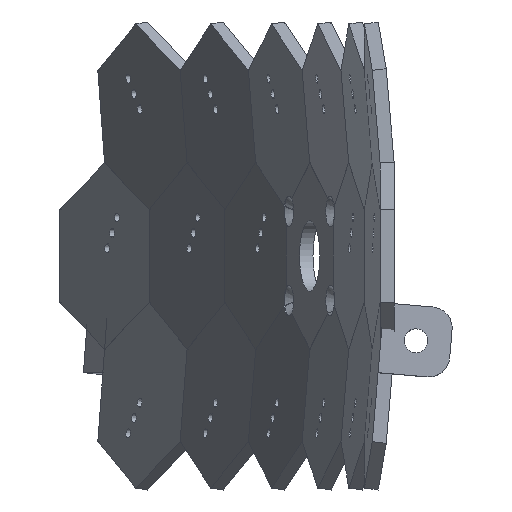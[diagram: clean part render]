
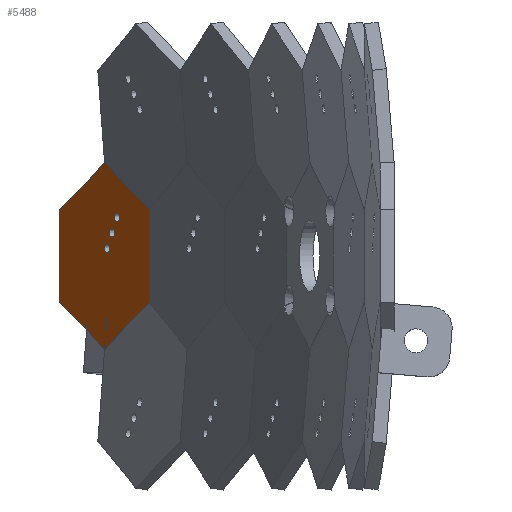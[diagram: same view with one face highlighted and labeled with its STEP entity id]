
A CAD part, left-side view. The second image highlights one B-rep face of the part: STEP entity #5488.
In plain terms, the highlighted planar face has unit normal (-0.554, 0.833, 0).
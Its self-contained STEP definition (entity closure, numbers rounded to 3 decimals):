
#58=FACE_BOUND('',#807,.T.);
#59=FACE_BOUND('',#808,.T.);
#60=FACE_BOUND('',#809,.T.);
#221=PLANE('',#5884);
#483=FACE_OUTER_BOUND('',#806,.T.);
#806=EDGE_LOOP('',(#4018,#4019,#4020,#4021,#4022,#4023));
#807=EDGE_LOOP('',(#4024));
#808=EDGE_LOOP('',(#4025));
#809=EDGE_LOOP('',(#4026));
#1208=CIRCLE('',#5834,0.635);
#1210=CIRCLE('',#5837,0.635);
#1212=CIRCLE('',#5840,0.635);
#1427=LINE('',#8139,#2016);
#1431=LINE('',#8146,#2020);
#1434=LINE('',#8154,#2023);
#1438=LINE('',#8161,#2027);
#1440=LINE('',#8164,#2029);
#1442=LINE('',#8168,#2031);
#2016=VECTOR('',#6531,10.);
#2020=VECTOR('',#6537,10.);
#2023=VECTOR('',#6542,10.);
#2027=VECTOR('',#6548,10.);
#2029=VECTOR('',#6552,10.);
#2031=VECTOR('',#6558,10.);
#2597=VERTEX_POINT('',#8043);
#2599=VERTEX_POINT('',#8049);
#2601=VERTEX_POINT('',#8055);
#2629=VERTEX_POINT('',#8136);
#2630=VERTEX_POINT('',#8138);
#2632=VERTEX_POINT('',#8144);
#2635=VERTEX_POINT('',#8151);
#2636=VERTEX_POINT('',#8153);
#2638=VERTEX_POINT('',#8159);
#3094=EDGE_CURVE('',#2597,#2597,#1208,.T.);
#3097=EDGE_CURVE('',#2599,#2599,#1210,.T.);
#3100=EDGE_CURVE('',#2601,#2601,#1212,.T.);
#3141=EDGE_CURVE('',#2629,#2630,#1427,.T.);
#3145=EDGE_CURVE('',#2632,#2629,#1431,.T.);
#3148=EDGE_CURVE('',#2635,#2636,#1434,.T.);
#3152=EDGE_CURVE('',#2638,#2635,#1438,.T.);
#3154=EDGE_CURVE('',#2630,#2638,#1440,.T.);
#3156=EDGE_CURVE('',#2632,#2636,#1442,.T.);
#4018=ORIENTED_EDGE('',*,*,#3154,.F.);
#4019=ORIENTED_EDGE('',*,*,#3141,.F.);
#4020=ORIENTED_EDGE('',*,*,#3145,.F.);
#4021=ORIENTED_EDGE('',*,*,#3156,.T.);
#4022=ORIENTED_EDGE('',*,*,#3148,.F.);
#4023=ORIENTED_EDGE('',*,*,#3152,.F.);
#4024=ORIENTED_EDGE('',*,*,#3094,.T.);
#4025=ORIENTED_EDGE('',*,*,#3097,.T.);
#4026=ORIENTED_EDGE('',*,*,#3100,.T.);
#5488=ADVANCED_FACE('',(#483,#58,#59,#60),#221,.F.);
#5834=AXIS2_PLACEMENT_3D('',#8044,#6424,#6425);
#5837=AXIS2_PLACEMENT_3D('',#8050,#6431,#6432);
#5840=AXIS2_PLACEMENT_3D('',#8056,#6438,#6439);
#5884=AXIS2_PLACEMENT_3D('',#8167,#6556,#6557);
#6424=DIRECTION('center_axis',(0.554,-0.833,0.));
#6425=DIRECTION('ref_axis',(0.833,0.554,0.));
#6431=DIRECTION('center_axis',(0.554,-0.833,0.));
#6432=DIRECTION('ref_axis',(0.833,0.554,0.));
#6438=DIRECTION('center_axis',(0.554,-0.833,0.));
#6439=DIRECTION('ref_axis',(0.833,0.554,0.));
#6531=DIRECTION('',(0.721,0.479,0.5));
#6537=DIRECTION('',(0.721,0.479,-0.5));
#6542=DIRECTION('',(-0.721,-0.479,-0.5));
#6548=DIRECTION('',(-0.721,-0.479,0.5));
#6552=DIRECTION('',(0.,0.,1.));
#6556=DIRECTION('center_axis',(0.554,-0.833,0.));
#6557=DIRECTION('ref_axis',(0.,0.,
-1.));
#6558=DIRECTION('',(0.,0.,1.));
#8043=CARTESIAN_POINT('',(129.055,-196.396,1.1));
#8044=CARTESIAN_POINT('Origin',(129.584,-196.044,1.1));
#8049=CARTESIAN_POINT('',(126.94,-197.802,5.499));
#8050=CARTESIAN_POINT('Origin',(127.469,-197.451,5.499));
#8055=CARTESIAN_POINT('',(127.997,-197.099,3.3));
#8056=CARTESIAN_POINT('Origin',(128.526,-196.748,3.3));
#8136=CARTESIAN_POINT('',(130.113,-195.693,-13.279));
#8138=CARTESIAN_POINT('',(139.689,-189.326,-6.64));
#8139=CARTESIAN_POINT('',(130.113,-195.693,-13.279));
#8144=CARTESIAN_POINT('',(120.536,-202.06,-6.64));
#8146=CARTESIAN_POINT('',(120.536,-202.06,-6.64));
#8151=CARTESIAN_POINT('',(130.113,-195.693,13.279));
#8153=CARTESIAN_POINT('',(120.536,-202.06,6.64));
#8154=CARTESIAN_POINT('',(130.113,-195.693,13.279));
#8159=CARTESIAN_POINT('',(139.689,-189.326,6.64));
#8161=CARTESIAN_POINT('',(139.689,-189.326,6.64));
#8164=CARTESIAN_POINT('',(139.689,-189.326,-6.64));
#8167=CARTESIAN_POINT('Origin',(130.113,-195.693,0.));
#8168=CARTESIAN_POINT('',(120.536,-202.06,-6.64));
